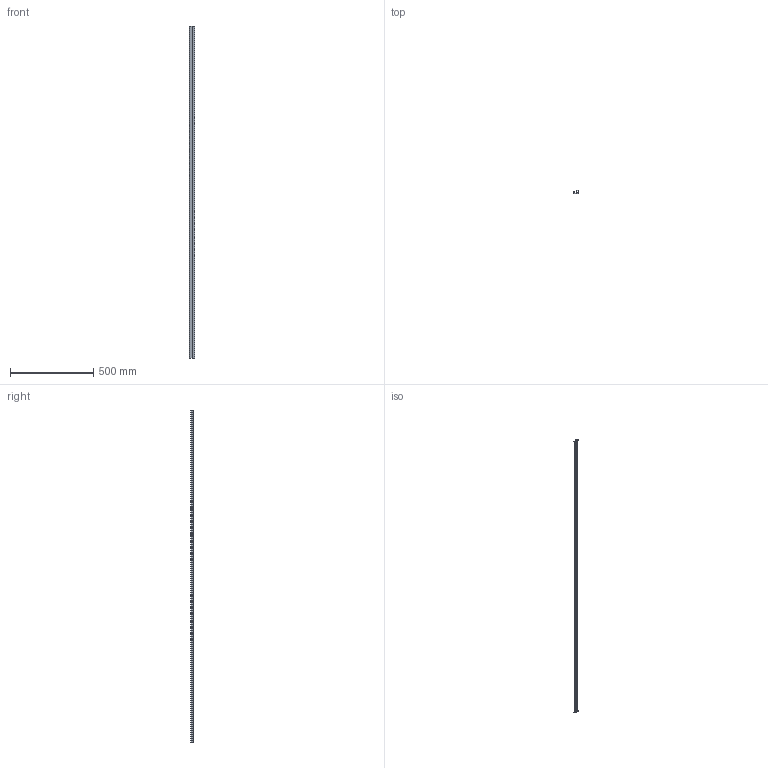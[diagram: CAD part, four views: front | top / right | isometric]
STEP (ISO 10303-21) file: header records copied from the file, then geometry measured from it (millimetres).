
FILE_DESCRIPTION((''),'2;1');
FILE_NAME('270084000001','2018-06-15T',('SESA6369'),('Schneider-Electric'),'PRO/ENGINEER BY PARAMETRIC TECHNOLOGY CORPORATION, 2015440','PRO/ENGINEER BY PARAMETRIC TECHNOLOGY CORPORATION, 2015440','');
FILE_SCHEMA(('CONFIG_CONTROL_DESIGN'));
Length unit declared in the file: millimetre
Products named in the file (1): 270084000001
Bounding box: 32 x 15.3 x 2000 mm (x, y, z)
Volume: 182466.5 mm3; surface area: 249471 mm2
Topology: 1 solids, 1 shells, 1266 faces, 3760 edges, 1882 vertices
Faces by surface type: sphere 1228, plane 30, cylinder 8
Entity records: 35362 total; most frequent: DIRECTION 7536, CARTESIAN_POINT 5680, ORIENTED_EDGE 5064, AXIS2_PLACEMENT_3D 3738, EDGE_CURVE 2532, CIRCLE 2472, VERTEX_POINT 1882, EDGE_LOOP 1880
